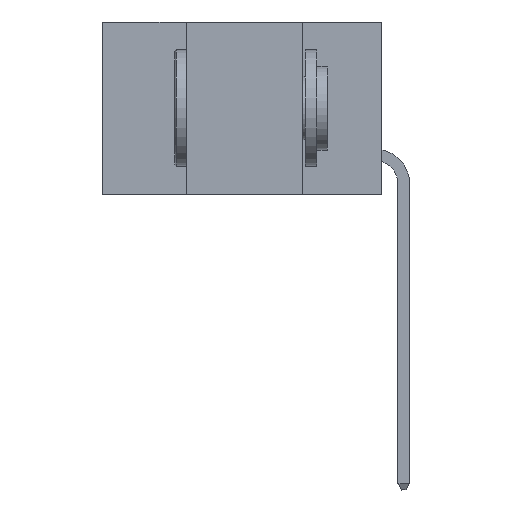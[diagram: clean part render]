
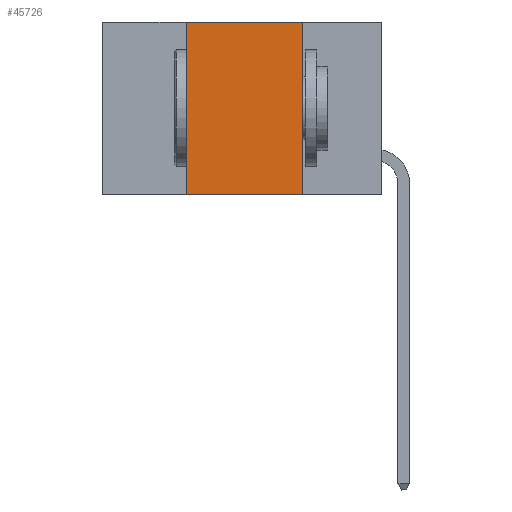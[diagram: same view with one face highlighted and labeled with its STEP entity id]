
A CAD part, left-side view. The second image highlights one B-rep face of the part: STEP entity #45726.
In plain terms, the highlighted planar face has unit normal (-1, 0, 0).
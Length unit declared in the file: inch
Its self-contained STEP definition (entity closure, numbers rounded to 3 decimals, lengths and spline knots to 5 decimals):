
#627 = VECTOR ( 'NONE', #31040, 39.37008 ) ;
#2174 = CARTESIAN_POINT ( 'NONE',  ( 0., 0.42, 0. ) ) ;
#4724 = DIRECTION ( 'NONE',  ( 0., -1., 0. ) ) ;
#6835 = VERTEX_POINT ( 'NONE', #28730 ) ;
#6987 = EDGE_LOOP ( 'NONE', ( #33394, #33975, #15577, #47895 ) ) ;
#8690 = CARTESIAN_POINT ( 'NONE',  ( 0., 0.17, 0. ) ) ;
#8901 = LINE ( 'NONE', #8690, #627 ) ;
#8929 = EDGE_CURVE ( 'NONE', #44445, #37141, #20735, .T. ) ;
#9509 = CARTESIAN_POINT ( 'NONE',  ( 0., 0.6, 0. ) ) ;
#10826 = VECTOR ( 'NONE', #13118, 39.37008 ) ;
#12238 = EDGE_CURVE ( 'NONE', #44445, #21569, #22434, .T. ) ;
#13118 = DIRECTION ( 'NONE',  ( 0., 0., 1. ) ) ;
#13204 = CARTESIAN_POINT ( 'NONE',  ( 0., 0.17, -0.37 ) ) ;
#15500 = FACE_OUTER_BOUND ( 'NONE', #6987, .T. ) ;
#15577 = ORIENTED_EDGE ( 'NONE', *, *, #8929, .F. ) ;
#17524 = EDGE_CURVE ( 'NONE', #37141, #6835, #37232, .T. ) ;
#17951 = CARTESIAN_POINT ( 'NONE',  ( 0., 0.6, -0.37 ) ) ;
#19930 = VECTOR ( 'NONE', #21931, 39.37008 ) ;
#20150 = DIRECTION ( 'NONE',  ( 1., 0., 0. ) ) ;
#20735 = LINE ( 'NONE', #2174, #10826 ) ;
#21569 = VERTEX_POINT ( 'NONE', #13204 ) ;
#21931 = DIRECTION ( 'NONE',  ( 0., -1., 0. ) ) ;
#22434 = LINE ( 'NONE', #17951, #19930 ) ;
#26766 = CARTESIAN_POINT ( 'NONE',  ( 0., 0.6, 0. ) ) ;
#28730 = CARTESIAN_POINT ( 'NONE',  ( 0., 0.17, 0. ) ) ;
#31040 = DIRECTION ( 'NONE',  ( 0., 0., -1. ) ) ;
#33394 = ORIENTED_EDGE ( 'NONE', *, *, #42031, .F. ) ;
#33686 = VECTOR ( 'NONE', #4724, 39.37008 ) ;
#33975 = ORIENTED_EDGE ( 'NONE', *, *, #17524, .F. ) ;
#35286 = CARTESIAN_POINT ( 'NONE',  ( 0., 0.42, -0.37 ) ) ;
#35466 = AXIS2_PLACEMENT_3D ( 'NONE', #26766, #20150, #39085 ) ;
#37141 = VERTEX_POINT ( 'NONE', #39689 ) ;
#37232 = LINE ( 'NONE', #9509, #33686 ) ;
#37979 = PLANE ( 'NONE',  #35466 ) ;
#39085 = DIRECTION ( 'NONE',  ( 0., 0., -1. ) ) ;
#39689 = CARTESIAN_POINT ( 'NONE',  ( 0., 0.42, 0. ) ) ;
#42031 = EDGE_CURVE ( 'NONE', #6835, #21569, #8901, .T. ) ;
#44445 = VERTEX_POINT ( 'NONE', #35286 ) ;
#45726 = ADVANCED_FACE ( 'NONE', ( #15500 ), #37979, .F. ) ;
#47895 = ORIENTED_EDGE ( 'NONE', *, *, #12238, .T. ) ;
